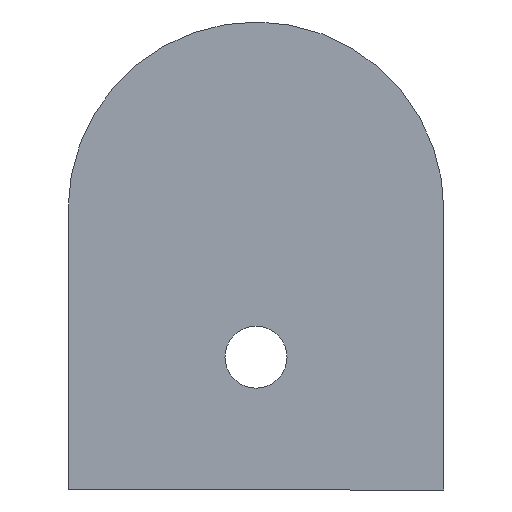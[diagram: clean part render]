
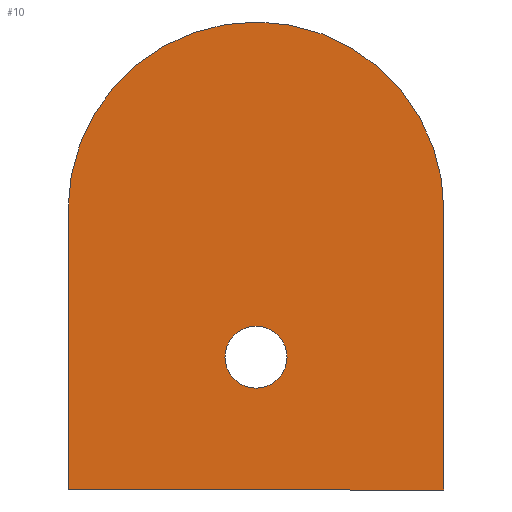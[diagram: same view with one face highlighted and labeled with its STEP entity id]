
A CAD part, front view. The second image highlights one B-rep face of the part: STEP entity #10.
In plain terms, the highlighted planar face has unit normal (0, -1, 0).
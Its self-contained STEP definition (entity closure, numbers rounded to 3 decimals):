
#10 = ADVANCED_FACE ( 'NONE', ( #228, #65 ), #116, .T. ) ;
#18 = EDGE_CURVE ( 'NONE', #201, #176, #23, .T. ) ;
#23 = LINE ( 'NONE', #277, #244 ) ;
#26 = EDGE_CURVE ( 'NONE', #267, #172, #260, .T. ) ;
#29 = CARTESIAN_POINT ( 'NONE',  ( 0., 0., -6.184 ) ) ;
#30 = AXIS2_PLACEMENT_3D ( 'NONE', #112, #187, #163 ) ;
#34 = EDGE_CURVE ( 'NONE', #206, #127, #235, .T. ) ;
#40 = AXIS2_PLACEMENT_3D ( 'NONE', #233, #239, #111 ) ;
#41 = CARTESIAN_POINT ( 'NONE',  ( 0., 0., 0. ) ) ;
#43 = DIRECTION ( 'NONE',  ( 0., 0., 1. ) ) ;
#55 = AXIS2_PLACEMENT_3D ( 'NONE', #41, #303, #165 ) ;
#58 = ORIENTED_EDGE ( 'NONE', *, *, #34, .F. ) ;
#59 = EDGE_CURVE ( 'NONE', #176, #206, #134, .T. ) ;
#61 = ORIENTED_EDGE ( 'NONE', *, *, #59, .F. ) ;
#65 = FACE_BOUND ( 'NONE', #101, .T. ) ;
#76 = ORIENTED_EDGE ( 'NONE', *, *, #18, .F. ) ;
#101 = EDGE_LOOP ( 'NONE', ( #272, #154 ) ) ;
#105 = EDGE_LOOP ( 'NONE', ( #275, #58, #61, #76 ) ) ;
#109 = CARTESIAN_POINT ( 'NONE',  ( -10., 0., 0.099 ) ) ;
#111 = DIRECTION ( 'NONE',  ( 0., 0., 1. ) ) ;
#112 = CARTESIAN_POINT ( 'NONE',  ( 0., 0., 0. ) ) ;
#116 = PLANE ( 'NONE',  #30 ) ;
#124 = AXIS2_PLACEMENT_3D ( 'NONE', #251, #280, #43 ) ;
#127 = VERTEX_POINT ( 'NONE', #109 ) ;
#134 = LINE ( 'NONE', #157, #136 ) ;
#136 = VECTOR ( 'NONE', #309, 1000. ) ;
#139 = EDGE_CURVE ( 'NONE', #127, #201, #216, .T. ) ;
#144 = CARTESIAN_POINT ( 'NONE',  ( 10., 0., -14.901 ) ) ;
#147 = CARTESIAN_POINT ( 'NONE',  ( 0., 0., -9.484 ) ) ;
#154 = ORIENTED_EDGE ( 'NONE', *, *, #26, .T. ) ;
#157 = CARTESIAN_POINT ( 'NONE',  ( 10., 0., -14.901 ) ) ;
#160 = EDGE_CURVE ( 'NONE', #172, #267, #311, .T. ) ;
#163 = DIRECTION ( 'NONE',  ( 0., 0., -1. ) ) ;
#165 = DIRECTION ( 'NONE',  ( 0., 0., -1. ) ) ;
#172 = VERTEX_POINT ( 'NONE', #147 ) ;
#176 = VERTEX_POINT ( 'NONE', #144 ) ;
#187 = DIRECTION ( 'NONE',  ( 0., -1., 0. ) ) ;
#196 = CARTESIAN_POINT ( 'NONE',  ( 10., 0., -0.099 ) ) ;
#201 = VERTEX_POINT ( 'NONE', #196 ) ;
#206 = VERTEX_POINT ( 'NONE', #263 ) ;
#212 = DIRECTION ( 'NONE',  ( 0., 0., -1. ) ) ;
#214 = CARTESIAN_POINT ( 'NONE',  ( -10., 0., -14.901 ) ) ;
#216 = CIRCLE ( 'NONE', #55, 10. ) ;
#228 = FACE_OUTER_BOUND ( 'NONE', #105, .T. ) ;
#233 = CARTESIAN_POINT ( 'NONE',  ( 0., 0., -7.834 ) ) ;
#235 = LINE ( 'NONE', #214, #270 ) ;
#239 = DIRECTION ( 'NONE',  ( 0., 1., 0. ) ) ;
#244 = VECTOR ( 'NONE', #212, 1000. ) ;
#251 = CARTESIAN_POINT ( 'NONE',  ( 0., 0., -7.834 ) ) ;
#255 = DIRECTION ( 'NONE',  ( 0., 0., 1. ) ) ;
#260 = CIRCLE ( 'NONE', #124, 1.65 ) ;
#263 = CARTESIAN_POINT ( 'NONE',  ( -10., 0., -14.901 ) ) ;
#267 = VERTEX_POINT ( 'NONE', #29 ) ;
#270 = VECTOR ( 'NONE', #255, 1000. ) ;
#272 = ORIENTED_EDGE ( 'NONE', *, *, #160, .T. ) ;
#275 = ORIENTED_EDGE ( 'NONE', *, *, #139, .F. ) ;
#277 = CARTESIAN_POINT ( 'NONE',  ( 10., 0., -0.099 ) ) ;
#280 = DIRECTION ( 'NONE',  ( 0., 1., 0. ) ) ;
#303 = DIRECTION ( 'NONE',  ( 0., 1., 0. ) ) ;
#309 = DIRECTION ( 'NONE',  ( -1., 0., 0. ) ) ;
#311 = CIRCLE ( 'NONE', #40, 1.65 ) ;
